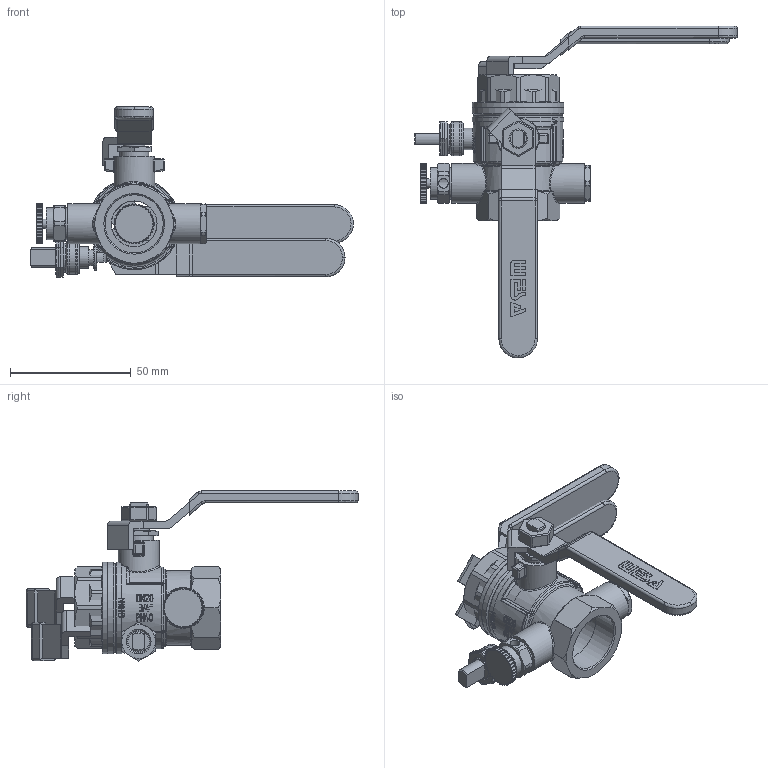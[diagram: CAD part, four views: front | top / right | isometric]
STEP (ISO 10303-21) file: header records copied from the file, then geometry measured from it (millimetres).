
FILE_DESCRIPTION( ( 'Unknown' ), '1' );
FILE_NAME( '704-05.stp', 'Unknown', ( 'Unknown' ), ( 'Unknown' ), 'PSStep 13.0', 'Unknown', ' ' );
FILE_SCHEMA( ( 'AUTOMOTIVE_DESIGN { 1 0 10303 214 1 1 1 1 }' ) );
Length unit declared in the file: millimetre
Products named in the file (13): 704-05_Körper; Stahlgriff 1_4 - 3_4; 2.140.015_Spindel; Assem1; 2.140.015_Stopfbuchse; Stahlgriff-n; Stahlgriff-u; Blindstopfen 1_4 ; Entlüftungs-Stopfen 1_4 ; 704-05_Einschraubteil; M8
Bounding box: 134 x 137.75 x 70.58 mm (x, y, z)
Volume: 122221.4 mm3; surface area: 103116.9 mm2
Topology: 28 solids, 28 shells, 2701 faces, 7015 edges, 4553 vertices
Faces by surface type: plane 1035, cylinder 754, bspline 576, cone 232, sphere 50, torus 42, revolution 12
Full cylindrical faces by diameter (mm): 4 x6, 5 x6, 6.6 x4, 6.647 x2, 8.9 x8, 9 x6, 9.1 x3, 9.3 x4, 10.5 x4, 10.8 x3, 11.445 x6, 12 x4, 12.376 x3, 13.157 x9, 14 x10, 16.5 x6, 17 x3, 19 x6, 24.117 x12, 27 x6, 31.376 x6, 33 x3, 33.5 x3, 37.2 x3, 38 x6
Entity records: 46321 total; most frequent: CARTESIAN_POINT 19842, ORIENTED_EDGE 4458, DIRECTION 3085, EDGE_CURVE 2229, VERTEX_POINT 1490, AXIS2_PLACEMENT_3D 1260, B_SPLINE_CURVE_WITH_KNOTS 1120, EDGE_LOOP 1051
